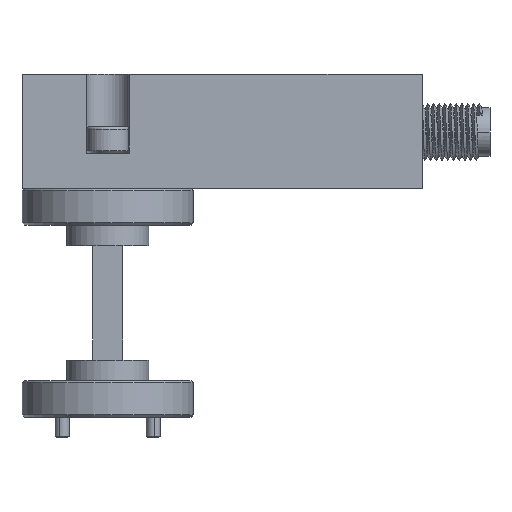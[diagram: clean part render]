
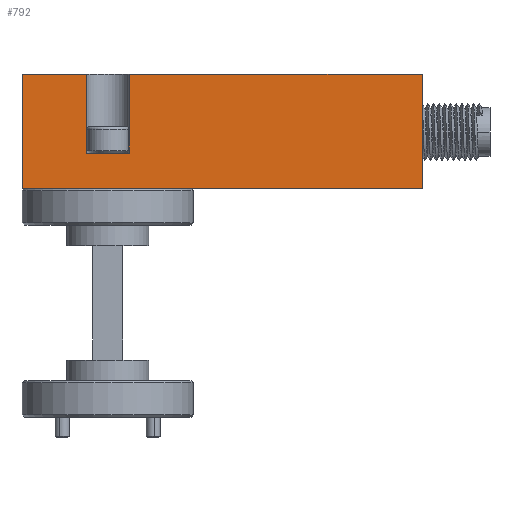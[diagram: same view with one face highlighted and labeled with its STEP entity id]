
A CAD part, left-side view. The second image highlights one B-rep face of the part: STEP entity #792.
In plain terms, the highlighted planar face has unit normal (-1, 0, 0).
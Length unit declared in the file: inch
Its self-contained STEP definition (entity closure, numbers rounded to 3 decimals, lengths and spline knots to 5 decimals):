
#201 = DIRECTION ( 'NONE',  ( 0., 0., -1. ) ) ;
#229 = VECTOR ( 'NONE', #14420, 39.37008 ) ;
#314 = VERTEX_POINT ( 'NONE', #3568 ) ;
#635 = ORIENTED_EDGE ( 'NONE', *, *, #13331, .F. ) ;
#792 = ADVANCED_FACE ( 'NONE', ( #8737 ), #5467, .F. ) ;
#1354 = DIRECTION ( 'NONE',  ( 0., -1., 0. ) ) ;
#1512 = VECTOR ( 'NONE', #14343, 39.37008 ) ;
#2057 = EDGE_CURVE ( 'NONE', #10705, #10267, #6968, .T. ) ;
#2319 = LINE ( 'NONE', #3521, #12462 ) ;
#2374 = LINE ( 'NONE', #5902, #5364 ) ;
#2647 = EDGE_CURVE ( 'NONE', #10178, #6729, #11926, .T. ) ;
#2883 = ORIENTED_EDGE ( 'NONE', *, *, #5442, .F. ) ;
#2965 = ORIENTED_EDGE ( 'NONE', *, *, #2647, .F. ) ;
#3137 = DIRECTION ( 'NONE',  ( 1., 0., 0. ) ) ;
#3488 = CARTESIAN_POINT ( 'NONE',  ( -0.6, -0.875, 0.245 ) ) ;
#3521 = CARTESIAN_POINT ( 'NONE',  ( -0.6, 0.875, -0.255 ) ) ;
#3568 = CARTESIAN_POINT ( 'NONE',  ( -0.6, 0.875, -0.255 ) ) ;
#3882 = EDGE_CURVE ( 'NONE', #6729, #10705, #8649, .T. ) ;
#4184 = CARTESIAN_POINT ( 'NONE',  ( -0.6, 0.405, -0.1 ) ) ;
#4336 = CARTESIAN_POINT ( 'NONE',  ( -0.6, -0.59, -0.255 ) ) ;
#4646 = CARTESIAN_POINT ( 'NONE',  ( -0.6, 0., 0.245 ) ) ;
#4720 = DIRECTION ( 'NONE',  ( 0., 0., 1. ) ) ;
#4911 = LINE ( 'NONE', #12896, #5324 ) ;
#5010 = VERTEX_POINT ( 'NONE', #6377 ) ;
#5265 = CARTESIAN_POINT ( 'NONE',  ( -0.6, 0.875, 0.245 ) ) ;
#5324 = VECTOR ( 'NONE', #10663, 39.37008 ) ;
#5364 = VECTOR ( 'NONE', #201, 39.37008 ) ;
#5393 = DIRECTION ( 'NONE',  ( 0., -1., 0. ) ) ;
#5442 = EDGE_CURVE ( 'NONE', #10267, #11291, #2374, .T. ) ;
#5467 = PLANE ( 'NONE',  #9575 ) ;
#5902 = CARTESIAN_POINT ( 'NONE',  ( -0.6, -0.875, 0.245 ) ) ;
#5990 = CARTESIAN_POINT ( 'NONE',  ( -0.6, 0., 0.245 ) ) ;
#6320 = CARTESIAN_POINT ( 'NONE',  ( -0.6, 0.595, -0.1 ) ) ;
#6377 = CARTESIAN_POINT ( 'NONE',  ( -0.6, 0.595, 0.245 ) ) ;
#6514 = CARTESIAN_POINT ( 'NONE',  ( -0.6, -0.59, -0.255 ) ) ;
#6729 = VERTEX_POINT ( 'NONE', #11831 ) ;
#6968 = LINE ( 'NONE', #5990, #10474 ) ;
#7116 = DIRECTION ( 'NONE',  ( 0., -1., 0. ) ) ;
#7196 = ORIENTED_EDGE ( 'NONE', *, *, #13657, .F. ) ;
#7850 = ORIENTED_EDGE ( 'NONE', *, *, #13078, .T. ) ;
#8267 = ORIENTED_EDGE ( 'NONE', *, *, #2057, .F. ) ;
#8649 = LINE ( 'NONE', #4184, #229 ) ;
#8737 = FACE_OUTER_BOUND ( 'NONE', #14423, .T. ) ;
#9086 = VERTEX_POINT ( 'NONE', #5265 ) ;
#9575 = AXIS2_PLACEMENT_3D ( 'NONE', #6514, #3137, #5393 ) ;
#9866 = LINE ( 'NONE', #4336, #1512 ) ;
#10178 = VERTEX_POINT ( 'NONE', #12536 ) ;
#10267 = VERTEX_POINT ( 'NONE', #3488 ) ;
#10381 = ORIENTED_EDGE ( 'NONE', *, *, #3882, .F. ) ;
#10474 = VECTOR ( 'NONE', #7116, 39.37008 ) ;
#10480 = LINE ( 'NONE', #4646, #12732 ) ;
#10663 = DIRECTION ( 'NONE',  ( 0., 0., 1. ) ) ;
#10705 = VERTEX_POINT ( 'NONE', #14086 ) ;
#11291 = VERTEX_POINT ( 'NONE', #12955 ) ;
#11786 = VECTOR ( 'NONE', #14462, 39.37008 ) ;
#11831 = CARTESIAN_POINT ( 'NONE',  ( -0.6, 0.405, -0.1 ) ) ;
#11926 = LINE ( 'NONE', #6320, #11786 ) ;
#12259 = EDGE_CURVE ( 'NONE', #314, #9086, #2319, .T. ) ;
#12462 = VECTOR ( 'NONE', #4720, 39.37008 ) ;
#12536 = CARTESIAN_POINT ( 'NONE',  ( -0.6, 0.595, -0.1 ) ) ;
#12732 = VECTOR ( 'NONE', #1354, 39.37008 ) ;
#12896 = CARTESIAN_POINT ( 'NONE',  ( -0.6, 0.595, -0.1 ) ) ;
#12955 = CARTESIAN_POINT ( 'NONE',  ( -0.6, -0.875, -0.255 ) ) ;
#13078 = EDGE_CURVE ( 'NONE', #10178, #5010, #4911, .T. ) ;
#13218 = ORIENTED_EDGE ( 'NONE', *, *, #12259, .F. ) ;
#13331 = EDGE_CURVE ( 'NONE', #9086, #5010, #10480, .T. ) ;
#13657 = EDGE_CURVE ( 'NONE', #11291, #314, #9866, .T. ) ;
#14086 = CARTESIAN_POINT ( 'NONE',  ( -0.6, 0.405, 0.245 ) ) ;
#14343 = DIRECTION ( 'NONE',  ( 0., 1., 0. ) ) ;
#14420 = DIRECTION ( 'NONE',  ( 0., 0., 1. ) ) ;
#14423 = EDGE_LOOP ( 'NONE', ( #8267, #10381, #2965, #7850, #635, #13218, #7196, #2883 ) ) ;
#14462 = DIRECTION ( 'NONE',  ( 0., -1., 0. ) ) ;
